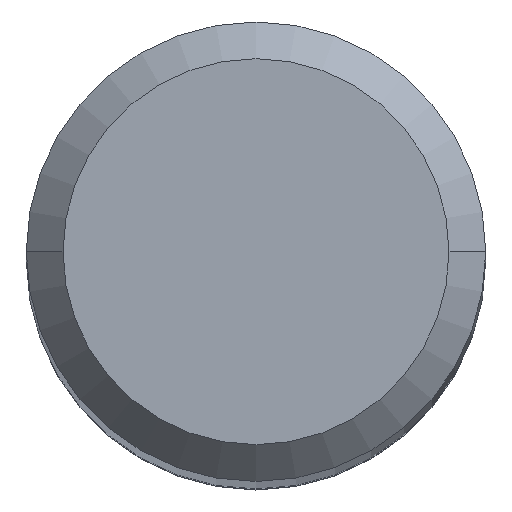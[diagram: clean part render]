
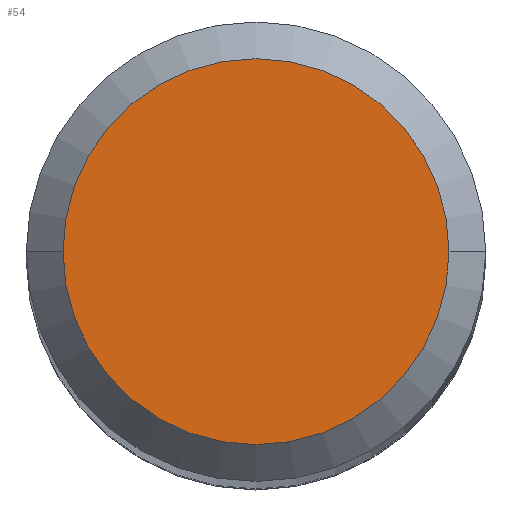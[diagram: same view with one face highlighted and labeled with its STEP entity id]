
A CAD part, top view. The second image highlights one B-rep face of the part: STEP entity #54.
In plain terms, the highlighted planar face has unit normal (0, 0, 1).
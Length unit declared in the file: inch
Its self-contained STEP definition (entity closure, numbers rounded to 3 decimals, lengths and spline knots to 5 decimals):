
#8 = CARTESIAN_POINT ( 'NONE',  ( 0., 0., 2. ) ) ;
#27 = CIRCLE ( 'NONE', #132, 0.07875 ) ;
#29 = DIRECTION ( 'NONE',  ( 0., 0., 1. ) ) ;
#40 = CARTESIAN_POINT ( 'NONE',  ( 0.07875, 0., 2. ) ) ;
#53 = DIRECTION ( 'NONE',  ( 0., 0., 1. ) ) ;
#54 = ADVANCED_FACE ( 'NONE', ( #195 ), #163, .T. ) ;
#56 = DIRECTION ( 'NONE',  ( 1., 0., 0. ) ) ;
#71 = ORIENTED_EDGE ( 'NONE', *, *, #170, .T. ) ;
#101 = CIRCLE ( 'NONE', #308, 0.07875 ) ;
#107 = AXIS2_PLACEMENT_3D ( 'NONE', #143, #53, #56 ) ;
#125 = CARTESIAN_POINT ( 'NONE',  ( -0.07875, 0., 2. ) ) ;
#132 = AXIS2_PLACEMENT_3D ( 'NONE', #8, #275, #304 ) ;
#143 = CARTESIAN_POINT ( 'NONE',  ( 0., 0., 2. ) ) ;
#163 = PLANE ( 'NONE',  #107 ) ;
#170 = EDGE_CURVE ( 'NONE', #331, #193, #101, .T. ) ;
#193 = VERTEX_POINT ( 'NONE', #125 ) ;
#195 = FACE_OUTER_BOUND ( 'NONE', #207, .T. ) ;
#207 = EDGE_LOOP ( 'NONE', ( #266, #71 ) ) ;
#266 = ORIENTED_EDGE ( 'NONE', *, *, #334, .T. ) ;
#275 = DIRECTION ( 'NONE',  ( 0., 0., 1. ) ) ;
#304 = DIRECTION ( 'NONE',  ( 1., 0., 0. ) ) ;
#308 = AXIS2_PLACEMENT_3D ( 'NONE', #350, #29, #323 ) ;
#323 = DIRECTION ( 'NONE',  ( 1., 0., 0. ) ) ;
#331 = VERTEX_POINT ( 'NONE', #40 ) ;
#334 = EDGE_CURVE ( 'NONE', #193, #331, #27, .T. ) ;
#350 = CARTESIAN_POINT ( 'NONE',  ( 0., 0., 2. ) ) ;
